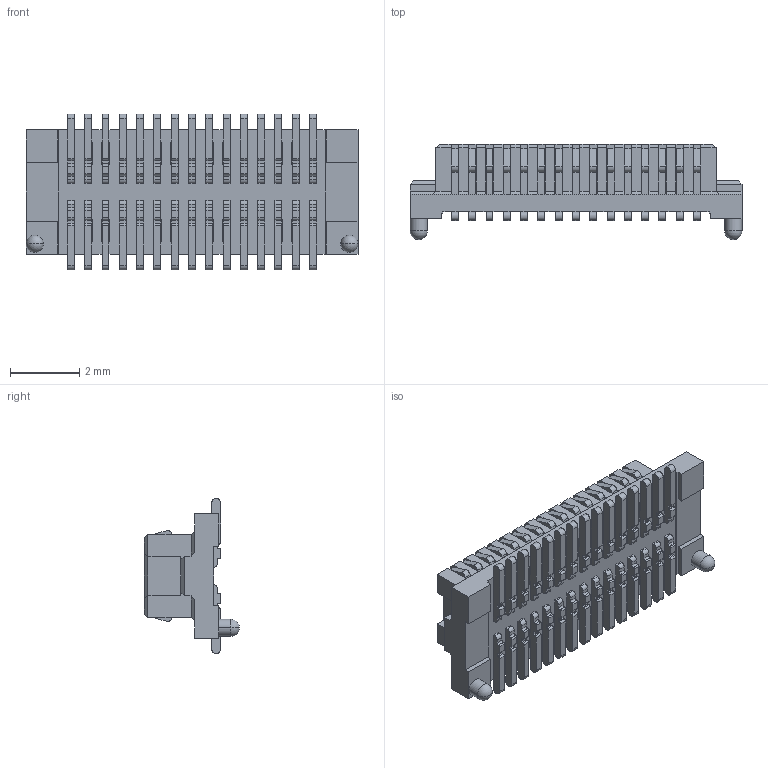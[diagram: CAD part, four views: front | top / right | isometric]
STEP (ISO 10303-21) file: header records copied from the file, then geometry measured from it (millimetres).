
FILE_DESCRIPTION((''),'2;1');
FILE_NAME('FBB05008-M40-H22','2022-07-28T',('工程三'),(''),'PRO/ENGINEER BY PARAMETRIC TECHNOLOGY CORPORATION, 2010280','PRO/ENGINEER BY PARAMETRIC TECHNOLOGY CORPORATION, 2010280','');
FILE_SCHEMA(('CONFIG_CONTROL_DESIGN'));
Length unit declared in the file: millimetre
Products named in the file (1): FBB05008-M40-H22
Bounding box: 9.6 x 2.75 x 4.5 mm (x, y, z)
Volume: 46.4 mm3; surface area: 265.1 mm2
Topology: 1 solids, 1 shells, 1098 faces, 3442 edges, 2222 vertices
Faces by surface type: plane 820, cylinder 274, sphere 4
Entity records: 37892 total; most frequent: ORIENTED_EDGE 6876, CARTESIAN_POINT 6758, DIRECTION 6186, EDGE_CURVE 3438, VECTOR 2886, LINE 2886, VERTEX_POINT 2222, AXIS2_PLACEMENT_3D 1650
